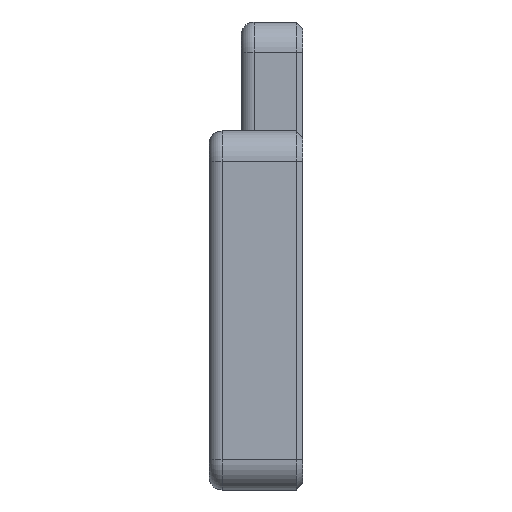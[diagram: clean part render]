
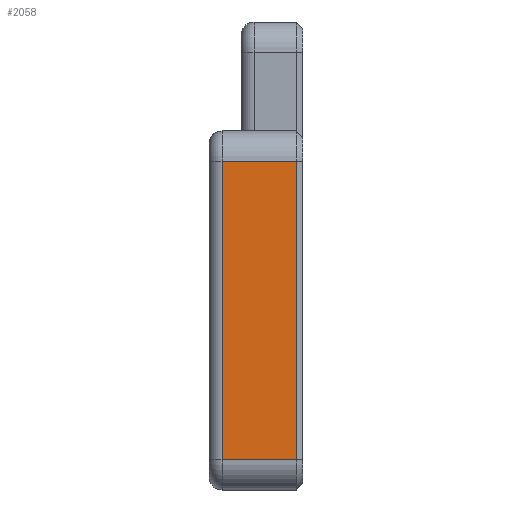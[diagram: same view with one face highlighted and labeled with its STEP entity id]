
A CAD part, left-side view. The second image highlights one B-rep face of the part: STEP entity #2058.
In plain terms, the highlighted planar face has unit normal (-1, 0, 0).
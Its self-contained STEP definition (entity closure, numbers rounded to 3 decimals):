
#112=PLANE('',#2306);
#241=FACE_OUTER_BOUND('',#396,.T.);
#396=EDGE_LOOP('',(#1877,#1878,#1879,#1880));
#422=LINE('',#3047,#583);
#457=LINE('',#3236,#618);
#557=LINE('',#3585,#718);
#558=LINE('',#3587,#719);
#583=VECTOR('',#2392,10.);
#618=VECTOR('',#2557,10.);
#718=VECTOR('',#2957,10.);
#719=VECTOR('',#2960,10.);
#870=VERTEX_POINT('',#3037);
#872=VERTEX_POINT('',#3043);
#930=VERTEX_POINT('',#3229);
#932=VERTEX_POINT('',#3235);
#1058=EDGE_CURVE('',#870,#872,#422,.T.);
#1140=EDGE_CURVE('',#930,#932,#457,.T.);
#1305=EDGE_CURVE('',#870,#932,#557,.T.);
#1306=EDGE_CURVE('',#872,#930,#558,.T.);
#1877=ORIENTED_EDGE('',*,*,#1058,.F.);
#1878=ORIENTED_EDGE('',*,*,#1305,.T.);
#1879=ORIENTED_EDGE('',*,*,#1140,.F.);
#1880=ORIENTED_EDGE('',*,*,#1306,.F.);
#2058=ADVANCED_FACE('',(#241),#112,.T.);
#2306=AXIS2_PLACEMENT_3D('',#3586,#2958,#2959);
#2392=DIRECTION('',(0.,0.,-1.));
#2557=DIRECTION('',(0.,0.,1.));
#2957=DIRECTION('',(0.,1.,0.));
#2958=DIRECTION('center_axis',(-1.,0.,0.));
#2959=DIRECTION('ref_axis',(0.,0.,1.));
#2960=DIRECTION('',(0.,1.,0.));
#3037=CARTESIAN_POINT('',(6.5,1.,6.3));
#3043=CARTESIAN_POINT('',(6.5,1.,-40.3));
#3047=CARTESIAN_POINT('',(6.5,1.,-24.4));
#3229=CARTESIAN_POINT('',(6.5,12.6,-40.3));
#3235=CARTESIAN_POINT('',(6.5,12.6,6.3));
#3236=CARTESIAN_POINT('',(6.5,12.6,-24.4));
#3585=CARTESIAN_POINT('',(6.5,0.,6.3));
#3586=CARTESIAN_POINT('Origin',(6.5,0.,-40.3));
#3587=CARTESIAN_POINT('',(6.5,0.,-40.3));
